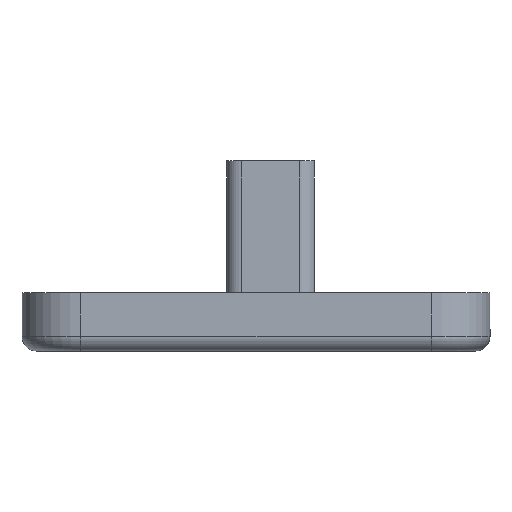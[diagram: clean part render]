
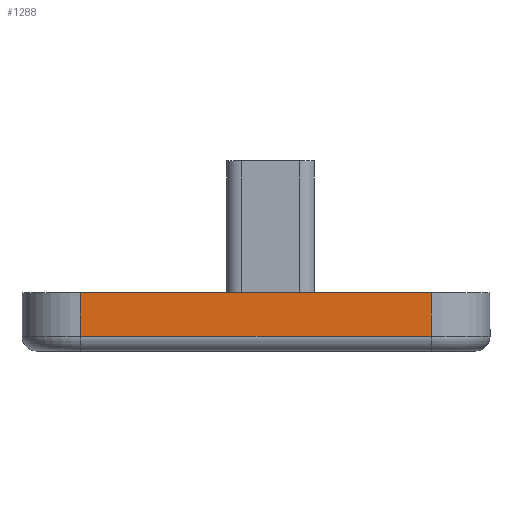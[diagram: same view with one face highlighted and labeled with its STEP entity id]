
A CAD part, left-side view. The second image highlights one B-rep face of the part: STEP entity #1288.
In plain terms, the highlighted planar face has unit normal (-1, 0, 0).
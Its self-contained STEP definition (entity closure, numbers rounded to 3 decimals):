
#25 = AXIS2_PLACEMENT_3D ( 'NONE', #549, #1009, #444 ) ;
#133 = PLANE ( 'NONE',  #25 ) ;
#147 = VERTEX_POINT ( 'NONE', #629 ) ;
#185 = EDGE_CURVE ( 'NONE', #147, #456, #882, .T. ) ;
#290 = LINE ( 'NONE', #953, #1473 ) ;
#292 = LINE ( 'NONE', #963, #1352 ) ;
#301 = EDGE_CURVE ( 'NONE', #456, #1048, #290, .T. ) ;
#303 = CARTESIAN_POINT ( 'NONE',  ( -37., -11., -4. ) ) ;
#313 = CARTESIAN_POINT ( 'NONE',  ( -37., 13., -3. ) ) ;
#315 = CARTESIAN_POINT ( 'NONE',  ( -37., -11., 0. ) ) ;
#441 = EDGE_CURVE ( 'NONE', #1343, #147, #976, .T. ) ;
#444 = DIRECTION ( 'NONE',  ( 0., 0., -1. ) ) ;
#456 = VERTEX_POINT ( 'NONE', #313 ) ;
#513 = VECTOR ( 'NONE', #1337, 1000. ) ;
#538 = CARTESIAN_POINT ( 'NONE',  ( -37., -15., -3. ) ) ;
#549 = CARTESIAN_POINT ( 'NONE',  ( -37., -15., -4. ) ) ;
#559 = VECTOR ( 'NONE', #765, 1000. ) ;
#629 = CARTESIAN_POINT ( 'NONE',  ( -37., -11., -3. ) ) ;
#678 = ORIENTED_EDGE ( 'NONE', *, *, #301, .F. ) ;
#758 = DIRECTION ( 'NONE',  ( 0., -1., 0. ) ) ;
#765 = DIRECTION ( 'NONE',  ( 0., 0., -1. ) ) ;
#882 = LINE ( 'NONE', #538, #513 ) ;
#913 = ORIENTED_EDGE ( 'NONE', *, *, #185, .F. ) ;
#927 = ORIENTED_EDGE ( 'NONE', *, *, #1022, .F. ) ;
#944 = ORIENTED_EDGE ( 'NONE', *, *, #441, .F. ) ;
#953 = CARTESIAN_POINT ( 'NONE',  ( -37., 13., -4. ) ) ;
#963 = CARTESIAN_POINT ( 'NONE',  ( -37., -15., 0. ) ) ;
#976 = LINE ( 'NONE', #303, #559 ) ;
#1009 = DIRECTION ( 'NONE',  ( 1., 0., 0. ) ) ;
#1014 = EDGE_LOOP ( 'NONE', ( #944, #927, #678, #913 ) ) ;
#1022 = EDGE_CURVE ( 'NONE', #1048, #1343, #292, .T. ) ;
#1048 = VERTEX_POINT ( 'NONE', #1084 ) ;
#1084 = CARTESIAN_POINT ( 'NONE',  ( -37., 13., 0. ) ) ;
#1154 = FACE_OUTER_BOUND ( 'NONE', #1014, .T. ) ;
#1205 = DIRECTION ( 'NONE',  ( 0., 0., 1. ) ) ;
#1288 = ADVANCED_FACE ( 'NONE', ( #1154 ), #133, .F. ) ;
#1337 = DIRECTION ( 'NONE',  ( 0., 1., 0. ) ) ;
#1343 = VERTEX_POINT ( 'NONE', #315 ) ;
#1352 = VECTOR ( 'NONE', #758, 1000. ) ;
#1473 = VECTOR ( 'NONE', #1205, 1000. ) ;
